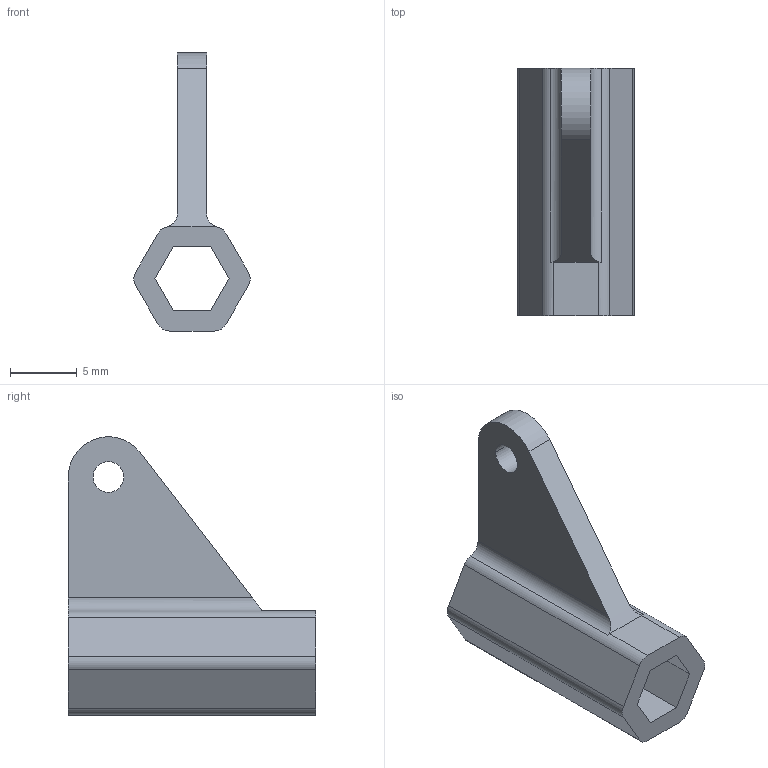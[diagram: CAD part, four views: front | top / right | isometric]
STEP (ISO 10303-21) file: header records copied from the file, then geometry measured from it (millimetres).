
FILE_DESCRIPTION (( 'STEP AP214' ), '1' );
FILE_NAME ('DuctCamMount.STEP', '2021-11-02T07:10:45', ( '' ), ( '' ), 'SwSTEP 2.0', 'SolidWorks 2019', '' );
FILE_SCHEMA (( 'AUTOMOTIVE_DESIGN' ));
Length unit declared in the file: millimetre
Products named in the file (1): DuctCamMount
Bounding box: 8.7 x 18.5 x 20.79 mm (x, y, z)
Volume: 862 mm3; surface area: 1139 mm2
Topology: 1 solids, 1 shells, 28 faces, 80 edges, 54 vertices
Faces by surface type: plane 17, cylinder 11
Entity records: 967 total; most frequent: CARTESIAN_POINT 184, ORIENTED_EDGE 160, DIRECTION 151, EDGE_CURVE 80, VERTEX_POINT 54, VECTOR 53, LINE 53, AXIS2_PLACEMENT_3D 49
